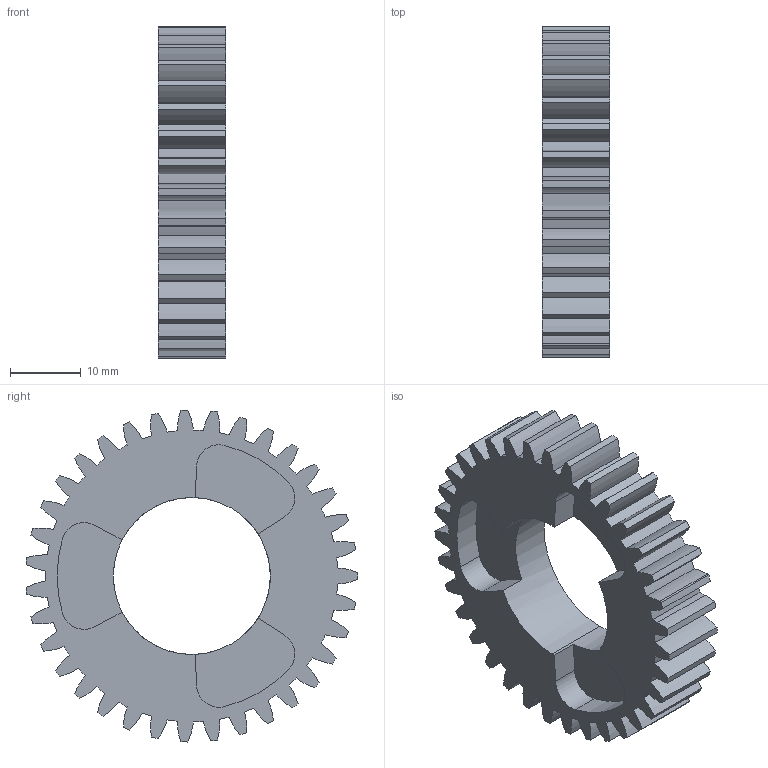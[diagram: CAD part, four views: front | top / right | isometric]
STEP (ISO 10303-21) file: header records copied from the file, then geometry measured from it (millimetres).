
FILE_DESCRIPTION (( 'STEP AP203' ), '1' );
FILE_NAME ('35.DOG.AM.STEP', '2014-06-22T04:48:17', ( '' ), ( '' ), 'SwSTEP 2.0', 'SolidWorks 2013', '' );
FILE_SCHEMA (( 'CONFIG_CONTROL_DESIGN' ));
Length unit declared in the file: inch
Products named in the file (1): 35.DOG.AM
Bounding box: 9.53 x 46.93 x 46.98 mm (x, y, z)
Volume: 9530.9 mm3; surface area: 5925.5 mm2
Topology: 1 solids, 1 shells, 168 faces, 498 edges, 332 vertices
Faces by surface type: cylinder 157, plane 11
Entity records: 5905 total; most frequent: DIRECTION 1156, CARTESIAN_POINT 999, ORIENTED_EDGE 996, EDGE_CURVE 498, AXIS2_PLACEMENT_3D 489, VERTEX_POINT 332, CIRCLE 320, VECTOR 178
